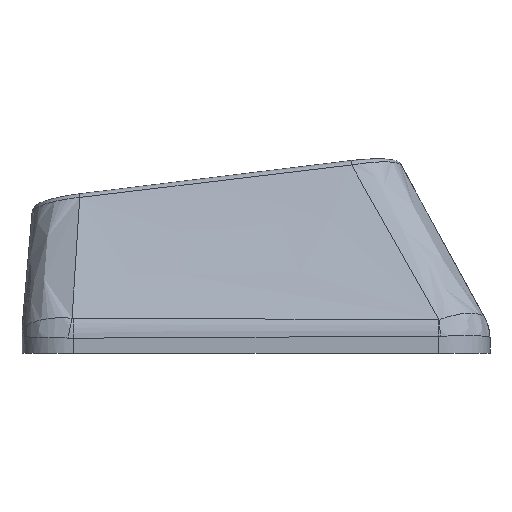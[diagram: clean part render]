
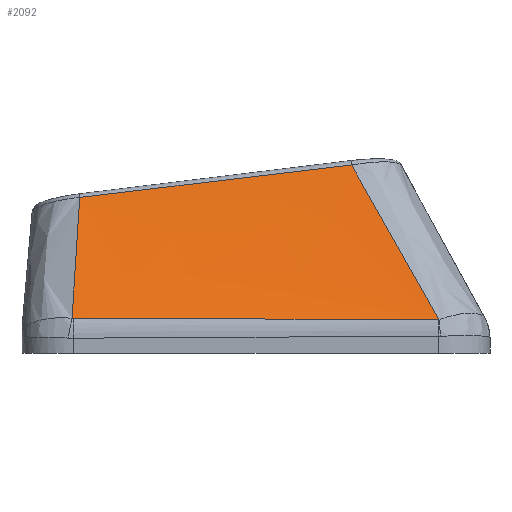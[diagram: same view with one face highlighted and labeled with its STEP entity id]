
A CAD part, left-side view. The second image highlights one B-rep face of the part: STEP entity #2092.
In plain terms, the highlighted free-form (B-spline) face has degree [3, 3] with [4, 4] control points.
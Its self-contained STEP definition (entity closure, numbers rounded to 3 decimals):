
#29=B_SPLINE_SURFACE_WITH_KNOTS('',3,3,((#4742,#4743,#4744,#4745),(#4746,
#4747,#4748,#4749),(#4750,#4751,#4752,#4753),(#4754,#4755,#4756,#4757)),
 .UNSPECIFIED.,.F.,.F.,.F.,(4,4),(4,4),(0.101,0.893),
(0.031,0.954),.UNSPECIFIED.);
#342=FACE_OUTER_BOUND('',#446,.T.);
#446=EDGE_LOOP('',(#1788,#1789,#1790,#1791,#1792,#1793));
#666=B_SPLINE_CURVE_WITH_KNOTS('',3,(#4600,#4601,#4602,#4603),
 .UNSPECIFIED.,.F.,.F.,(4,4),(0.,0.005),.UNSPECIFIED.);
#668=B_SPLINE_CURVE_WITH_KNOTS('',3,(#4627,#4628,#4629,#4630),
 .UNSPECIFIED.,.F.,.F.,(4,4),(0.,1.416),.UNSPECIFIED.);
#670=B_SPLINE_CURVE_WITH_KNOTS('',3,(#4654,#4655,#4656,#4657),
 .UNSPECIFIED.,.F.,.F.,(4,4),(0.,0.002),.UNSPECIFIED.);
#673=B_SPLINE_CURVE_WITH_KNOTS('',3,(#4759,#4760,#4761,#4762),
 .UNSPECIFIED.,.F.,.F.,(4,4),(0.025,0.771),
 .UNSPECIFIED.);
#674=B_SPLINE_CURVE_WITH_KNOTS('',3,(#4764,#4765,#4766,#4767),
 .UNSPECIFIED.,.F.,.F.,(4,4),(-1.062,0.),.UNSPECIFIED.);
#675=B_SPLINE_CURVE_WITH_KNOTS('',3,(#4768,#4769,#4770,#4771),
 .UNSPECIFIED.,.F.,.F.,(4,4),(-0.569,-0.021),
 .UNSPECIFIED.);
#931=VERTEX_POINT('',#4568);
#933=VERTEX_POINT('',#4598);
#935=VERTEX_POINT('',#4625);
#937=VERTEX_POINT('',#4652);
#944=VERTEX_POINT('',#4758);
#945=VERTEX_POINT('',#4763);
#1230=EDGE_CURVE('',#933,#931,#666,.T.);
#1233=EDGE_CURVE('',#935,#933,#668,.T.);
#1236=EDGE_CURVE('',#937,#935,#670,.T.);
#1248=EDGE_CURVE('',#944,#937,#673,.T.);
#1249=EDGE_CURVE('',#945,#944,#674,.T.);
#1250=EDGE_CURVE('',#931,#945,#675,.T.);
#1788=ORIENTED_EDGE('',*,*,#1230,.F.);
#1789=ORIENTED_EDGE('',*,*,#1233,.F.);
#1790=ORIENTED_EDGE('',*,*,#1236,.F.);
#1791=ORIENTED_EDGE('',*,*,#1248,.F.);
#1792=ORIENTED_EDGE('',*,*,#1249,.F.);
#1793=ORIENTED_EDGE('',*,*,#1250,.F.);
#2092=ADVANCED_FACE('',(#342),#29,.T.);
#4568=CARTESIAN_POINT('',(-8.864,7.138,0.361));
#4598=CARTESIAN_POINT('',(-8.867,7.086,0.356));
#4600=CARTESIAN_POINT('Ctrl Pts',(-8.867,7.086,0.356));
#4601=CARTESIAN_POINT('Ctrl Pts',(-8.867,7.103,0.356));
#4602=CARTESIAN_POINT('Ctrl Pts',(-8.866,7.121,0.358));
#4603=CARTESIAN_POINT('Ctrl Pts',(-8.864,7.138,0.361));
#4625=CARTESIAN_POINT('',(-8.936,-7.078,0.304));
#4627=CARTESIAN_POINT('Ctrl Pts',(-8.936,-7.078,0.304));
#4628=CARTESIAN_POINT('Ctrl Pts',(-8.919,-2.357,0.32));
#4629=CARTESIAN_POINT('Ctrl Pts',(-8.897,2.364,0.337));
#4630=CARTESIAN_POINT('Ctrl Pts',(-8.867,7.086,0.356));
#4652=CARTESIAN_POINT('',(-8.936,-7.099,0.305));
#4654=CARTESIAN_POINT('Ctrl Pts',(-8.936,-7.099,0.305));
#4655=CARTESIAN_POINT('Ctrl Pts',(-8.936,-7.092,0.305));
#4656=CARTESIAN_POINT('Ctrl Pts',(-8.936,-7.085,0.304));
#4657=CARTESIAN_POINT('Ctrl Pts',(-8.936,-7.078,0.304));
#4742=CARTESIAN_POINT('Ctrl Pts',(-6.065,-4.087,6.351));
#4743=CARTESIAN_POINT('Ctrl Pts',(-7.022,-5.091,4.336));
#4744=CARTESIAN_POINT('Ctrl Pts',(-7.979,-6.095,2.32));
#4745=CARTESIAN_POINT('Ctrl Pts',(-8.936,-7.099,0.304));
#4746=CARTESIAN_POINT('Ctrl Pts',(-6.065,-0.345,
5.91));
#4747=CARTESIAN_POINT('Ctrl Pts',(-7.022,-1.014,4.034));
#4748=CARTESIAN_POINT('Ctrl Pts',(-7.979,-1.684,2.159));
#4749=CARTESIAN_POINT('Ctrl Pts',(-8.936,-2.353,0.283));
#4750=CARTESIAN_POINT('Ctrl Pts',(-6.065,3.398,5.469));
#4751=CARTESIAN_POINT('Ctrl Pts',(-7.022,3.063,3.733));
#4752=CARTESIAN_POINT('Ctrl Pts',(-7.979,2.728,1.998));
#4753=CARTESIAN_POINT('Ctrl Pts',(-8.936,2.392,0.262));
#4754=CARTESIAN_POINT('Ctrl Pts',(-6.065,7.141,5.027));
#4755=CARTESIAN_POINT('Ctrl Pts',(-7.022,7.14,3.432));
#4756=CARTESIAN_POINT('Ctrl Pts',(-7.979,7.139,1.836));
#4757=CARTESIAN_POINT('Ctrl Pts',(-8.936,7.138,0.241));
#4758=CARTESIAN_POINT('',(-6.065,-3.706,6.306));
#4759=CARTESIAN_POINT('Ctrl Pts',(-6.065,-3.706,6.306));
#4760=CARTESIAN_POINT('Ctrl Pts',(-7.028,-4.842,4.311));
#4761=CARTESIAN_POINT('Ctrl Pts',(-7.984,-5.972,2.309));
#4762=CARTESIAN_POINT('Ctrl Pts',(-8.936,-7.099,0.305));
#4763=CARTESIAN_POINT('',(-6.075,6.84,5.046));
#4764=CARTESIAN_POINT('Ctrl Pts',(-6.075,6.84,5.046));
#4765=CARTESIAN_POINT('Ctrl Pts',(-6.072,3.325,5.464));
#4766=CARTESIAN_POINT('Ctrl Pts',(-6.069,-0.19,
5.884));
#4767=CARTESIAN_POINT('Ctrl Pts',(-6.065,-3.706,6.306));
#4768=CARTESIAN_POINT('Ctrl Pts',(-8.864,7.138,0.361));
#4769=CARTESIAN_POINT('Ctrl Pts',(-7.929,7.032,1.92));
#4770=CARTESIAN_POINT('Ctrl Pts',(-6.998,6.931,3.482));
#4771=CARTESIAN_POINT('Ctrl Pts',(-6.075,6.84,5.046));
